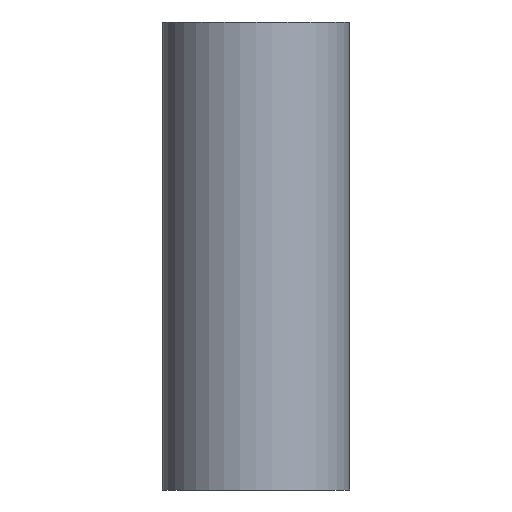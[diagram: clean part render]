
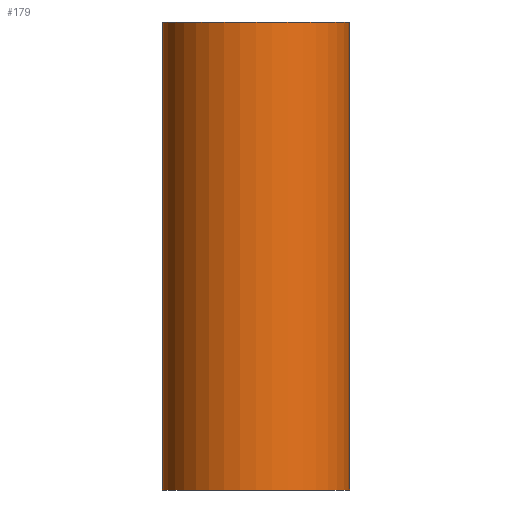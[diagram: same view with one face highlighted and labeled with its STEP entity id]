
A CAD part, left-side view. The second image highlights one B-rep face of the part: STEP entity #179.
In plain terms, the highlighted cylindrical face has radius 4 mm (diameter 8 mm), a full revolution.
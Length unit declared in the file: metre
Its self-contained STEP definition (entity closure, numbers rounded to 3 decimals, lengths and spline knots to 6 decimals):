
#23=LINE('',#357,#35);
#24=LINE('',#359,#36);
#35=VECTOR('',#302,1.);
#36=VECTOR('',#305,1.);
#51=ORIENTED_EDGE('',*,*,#92,.T.);
#52=ORIENTED_EDGE('',*,*,#93,.T.);
#53=ORIENTED_EDGE('',*,*,#91,.F.);
#54=ORIENTED_EDGE('',*,*,#94,.T.);
#55=ORIENTED_EDGE('',*,*,#95,.F.);
#91=EDGE_CURVE('',#111,#110,#23,.T.);
#92=EDGE_CURVE('',#112,#113,#24,.T.);
#93=EDGE_CURVE('',#113,#110,#123,.T.);
#94=EDGE_CURVE('',#111,#112,#124,.T.);
#95=EDGE_CURVE('',#114,#114,#125,.T.);
#110=VERTEX_POINT('',#354);
#111=VERTEX_POINT('',#356);
#112=VERTEX_POINT('',#360);
#113=VERTEX_POINT('',#361);
#114=VERTEX_POINT('',#365);
#123=CIRCLE('',#273,0.004);
#124=CIRCLE('',#274,0.004);
#125=CIRCLE('',#275,0.004);
#132=EDGE_LOOP('',(#51,#52,#53,#54));
#133=EDGE_LOOP('',(#55));
#148=FACE_BOUND('',#132,.T.);
#149=FACE_BOUND('',#133,.T.);
#163=CYLINDRICAL_SURFACE('',#272,0.004);
#179=ADVANCED_FACE('',(#148,#149),#163,.T.);
#272=AXIS2_PLACEMENT_3D('',#358,#303,#304);
#273=AXIS2_PLACEMENT_3D('',#362,#306,#307);
#274=AXIS2_PLACEMENT_3D('',#363,#308,#309);
#275=AXIS2_PLACEMENT_3D('',#364,#310,#311);
#302=DIRECTION('',(0.,0.,1.));
#303=DIRECTION('',(0.,0.,1.));
#304=DIRECTION('',(1.,0.,0.));
#305=DIRECTION('',(0.,0.,1.));
#306=DIRECTION('',(0.,0.,1.));
#307=DIRECTION('',(1.,0.,0.));
#308=DIRECTION('',(0.,0.,1.));
#309=DIRECTION('',(1.,0.,0.));
#310=DIRECTION('',(0.,0.,1.));
#311=DIRECTION('',(1.,0.,0.));
#354=CARTESIAN_POINT('',(-0.0145,0.004,0.0353));
#356=CARTESIAN_POINT('',(-0.0145,0.004,0.0333));
#357=CARTESIAN_POINT('',(-0.0145,0.004,0.0333));
#358=CARTESIAN_POINT('',(-0.0145,0.,0.0333));
#359=CARTESIAN_POINT('',(-0.0145,-0.004,0.0333));
#360=CARTESIAN_POINT('',(-0.0145,-0.004,0.0333));
#361=CARTESIAN_POINT('',(-0.0145,-0.004,0.0353));
#362=CARTESIAN_POINT('',(-0.0145,0.,0.0353));
#363=CARTESIAN_POINT('',(-0.0145,0.,0.0333));
#364=CARTESIAN_POINT('',(-0.0145,0.,0.0533));
#365=CARTESIAN_POINT('',(-0.0105,0.,0.0533));
